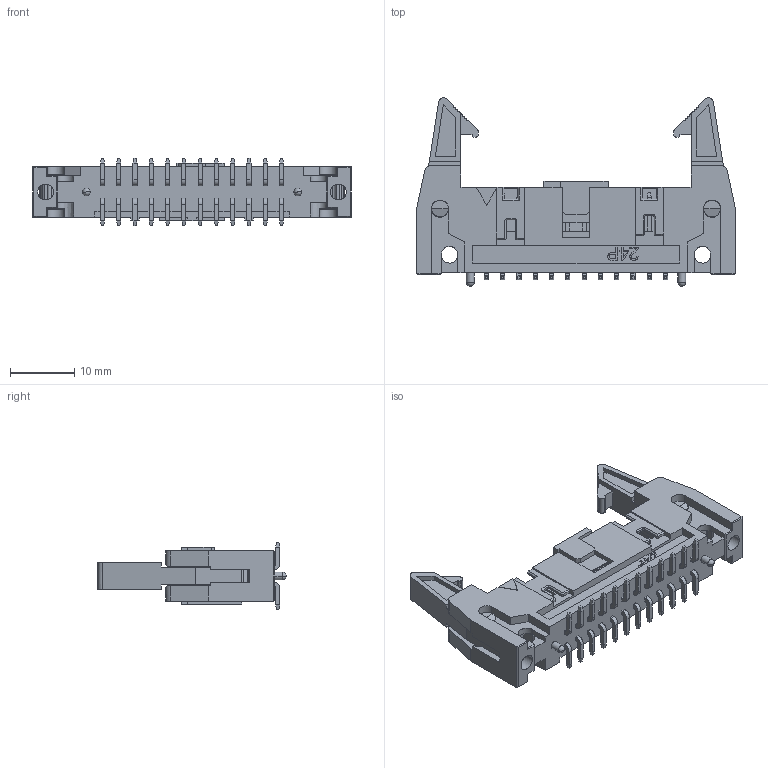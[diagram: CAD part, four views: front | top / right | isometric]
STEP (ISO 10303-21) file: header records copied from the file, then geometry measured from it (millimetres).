
FILE_DESCRIPTION( ('This file contains a STEP AP42 implementation' ,'as created by ZW3D STEP Interface translator.') ,'2;1' );
FILE_NAME( '3210-XXMXXBLX2.stp' ,'231128.1650 9', (''), ('ZWCAD Software Co.'), 'Version 1.0', 'ZW3D to STEP translator', '' );
FILE_SCHEMA(('AUTOMOTIVE_DESIGN { 1 0 10303 214 1 1 1 1 }'));
Length unit declared in the file: millimetre
Products named in the file (2): 0; 3210-24MXXBLP2.stpWZH
Bounding box: 49.68 x 29.4 x 10.5 mm (x, y, z)
Volume: 3806.4 mm3; surface area: 5998.4 mm2
Topology: 2 solids, 14 shells, 1254 faces, 3271 edges, 2072 vertices
Faces by surface type: plane 1057, bspline 98, cylinder 87, cone 8, sphere 4
Entity records: 50042 total; most frequent: CARTESIAN_POINT 23669, ORIENTED_EDGE 6558, EDGE_CURVE 3263, DIRECTION 3022, B_SPLINE_CURVE_WITH_KNOTS 2546, VERTEX_POINT 2072, EDGE_LOOP 1325, FACE_OUTER_BOUND 1254
